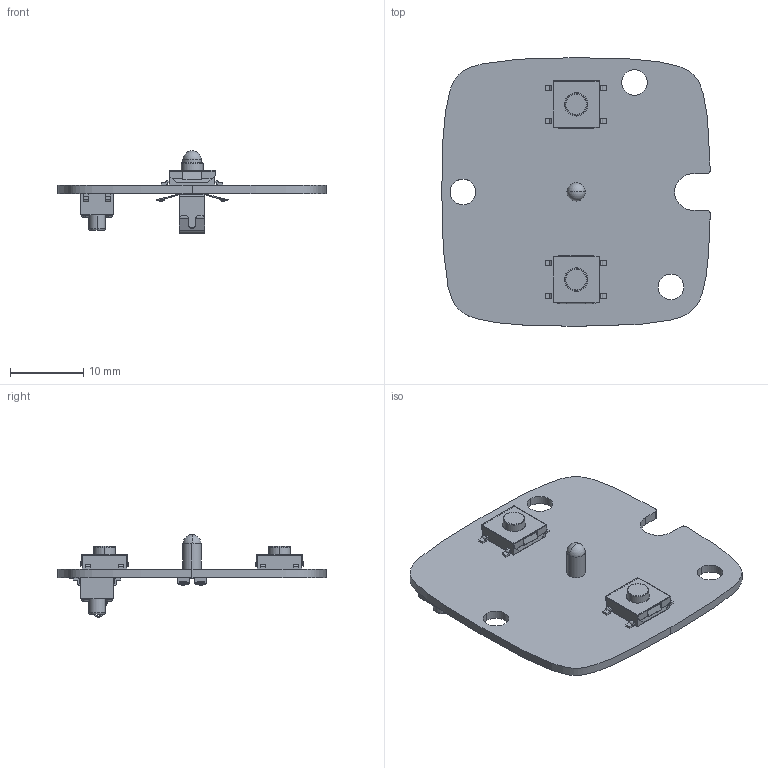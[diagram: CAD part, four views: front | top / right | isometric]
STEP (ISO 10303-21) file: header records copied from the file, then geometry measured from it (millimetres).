
FILE_DESCRIPTION (( 'STEP AP214' ), '1' );
FILE_NAME ('140525-SBv2Assy PCB-battery-clip-check-rev-1.DXF.STEP', '2025-05-14T14:44:22', ( '' ), ( '' ), 'SwSTEP 2.0', 'SolidWorks 2023', '' );
FILE_SCHEMA (( 'AUTOMOTIVE_DESIGN' ));
Length unit declared in the file: millimetre
Products named in the file (2): smartbutton_V3-20250328; 140525-SBv2Assy PCB-battery-clip-check-rev-1.DXF
Assembly tree (1 placements, depth 2):
  140525-SBv2Assy PCB-battery-clip-check-rev-1.DXF
    smartbutton_V3-20250328
Bounding box: 36.77 x 36.79 x 11.3 mm (x, y, z)
Volume: 1751 mm3; surface area: 3337.5 mm2
Topology: 7 solids, 7 shells, 380 faces, 1014 edges, 649 vertices
Faces by surface type: plane 241, cylinder 79, torus 34, sphere 18, bspline 8
Entity records: 12473 total; most frequent: CARTESIAN_POINT 2839, DIRECTION 1986, ORIENTED_EDGE 1972, EDGE_CURVE 986, LINE 690, VECTOR 690, AXIS2_PLACEMENT_3D 648, VERTEX_POINT 639
